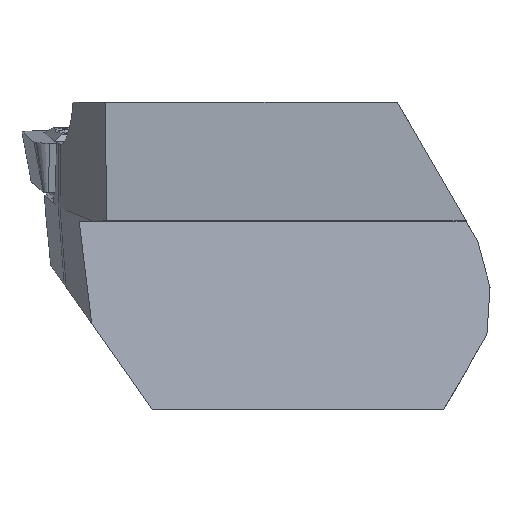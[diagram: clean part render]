
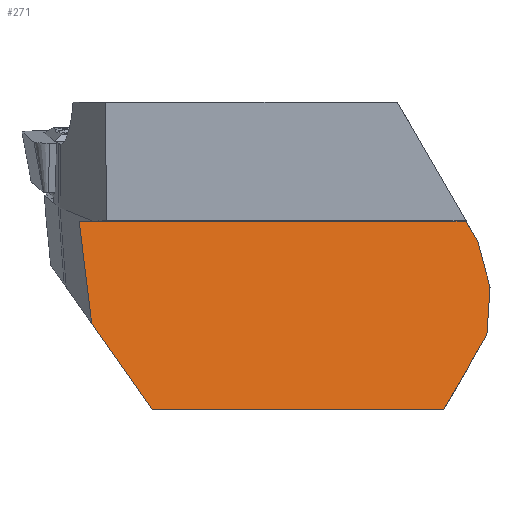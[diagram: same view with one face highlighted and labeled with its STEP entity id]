
A CAD part, top view. The second image highlights one B-rep face of the part: STEP entity #271.
In plain terms, the highlighted planar face has unit normal (0, 0.139, 0.99).
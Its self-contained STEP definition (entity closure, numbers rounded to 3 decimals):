
#271=ADVANCED_FACE('',(#416),#358,.T.);
#358=PLANE('',#1789);
#416=FACE_OUTER_BOUND('',#477,.T.);
#477=EDGE_LOOP('',(#647,#648,#649,#650,#651,#652,#653,#654));
#647=ORIENTED_EDGE('',*,*,#1243,.F.);
#648=ORIENTED_EDGE('',*,*,#1244,.T.);
#649=ORIENTED_EDGE('',*,*,#1245,.T.);
#650=ORIENTED_EDGE('',*,*,#1246,.T.);
#651=ORIENTED_EDGE('',*,*,#1216,.F.);
#652=ORIENTED_EDGE('',*,*,#1239,.T.);
#653=ORIENTED_EDGE('',*,*,#1247,.T.);
#654=ORIENTED_EDGE('',*,*,#1248,.F.);
#1050=VERTEX_POINT('',#2438);
#1051=VERTEX_POINT('',#2440);
#1067=VERTEX_POINT('',#2494);
#1069=VERTEX_POINT('',#2503);
#1070=VERTEX_POINT('',#2504);
#1071=VERTEX_POINT('',#2506);
#1072=VERTEX_POINT('',#2508);
#1073=VERTEX_POINT('',#2511);
#1216=EDGE_CURVE('',#1050,#1051,#1436,.T.);
#1239=EDGE_CURVE('',#1050,#1067,#1451,.T.);
#1243=EDGE_CURVE('',#1069,#1070,#1453,.T.);
#1244=EDGE_CURVE('',#1069,#1071,#1454,.T.);
#1245=EDGE_CURVE('',#1071,#1072,#1455,.T.);
#1246=EDGE_CURVE('',#1072,#1051,#1456,.T.);
#1247=EDGE_CURVE('',#1067,#1073,#1457,.T.);
#1248=EDGE_CURVE('',#1070,#1073,#1458,.T.);
#1436=LINE('',#2439,#1583);
#1451=LINE('',#2495,#1598);
#1453=LINE('',#2502,#1600);
#1454=LINE('',#2505,#1601);
#1455=LINE('',#2507,#1602);
#1456=LINE('',#2509,#1603);
#1457=LINE('',#2510,#1604);
#1458=LINE('',#2512,#1605);
#1583=VECTOR('',#1964,1.);
#1598=VECTOR('',#1999,1.);
#1600=VECTOR('',#2009,1.);
#1601=VECTOR('',#2010,1.);
#1602=VECTOR('',#2011,1.);
#1603=VECTOR('',#2012,1.);
#1604=VECTOR('',#2013,1.);
#1605=VECTOR('',#2014,1.);
#1789=AXIS2_PLACEMENT_3D('',#2513,#2015,#2016);
#1964=DIRECTION('',(-0.57,0.814,-0.114));
#1999=DIRECTION('',(1.,0.,0.));
#2009=DIRECTION('',(0.256,-0.957,0.135));
#2010=DIRECTION('',(-0.496,0.86,-0.121));
#2011=DIRECTION('',(-1.,0.,0.));
#2012=DIRECTION('',(0.12,-0.983,0.138));
#2013=DIRECTION('',(0.496,0.86,-0.121));
#2014=DIRECTION('',(-0.064,-0.988,0.139));
#2015=DIRECTION('',(0.,0.139,0.99));
#2016=DIRECTION('',(0.,-0.99,0.139));
#2438=CARTESIAN_POINT('',(-13.919,-10.9,1.11));
#2439=CARTESIAN_POINT('',(-16.017,-7.904,0.689));
#2440=CARTESIAN_POINT('',(-16.46,-7.271,0.6));
#2494=CARTESIAN_POINT('',(-1.707,-10.9,1.11));
#2495=CARTESIAN_POINT('',(-8.875,-10.9,1.11));
#2502=CARTESIAN_POINT('',(-1.055,-0.945,-0.289));
#2503=CARTESIAN_POINT('',(-0.275,-3.853,0.12));
#2504=CARTESIAN_POINT('',(0.237,-5.766,0.389));
#2505=CARTESIAN_POINT('',(-2.765,0.459,-0.486));
#2506=CARTESIAN_POINT('',(-0.768,-3.,0.));
#2507=CARTESIAN_POINT('',(-19.75,-3.,0.));
#2508=CARTESIAN_POINT('',(-16.983,-3.,0.));
#2509=CARTESIAN_POINT('',(-16.865,-3.959,0.135));
#2510=CARTESIAN_POINT('',(-0.909,-9.518,0.916));
#2511=CARTESIAN_POINT('',(0.108,-7.756,0.668));
#2512=CARTESIAN_POINT('',(0.378,-3.587,0.082));
#2513=CARTESIAN_POINT('',(-8.875,-3.,0.));
